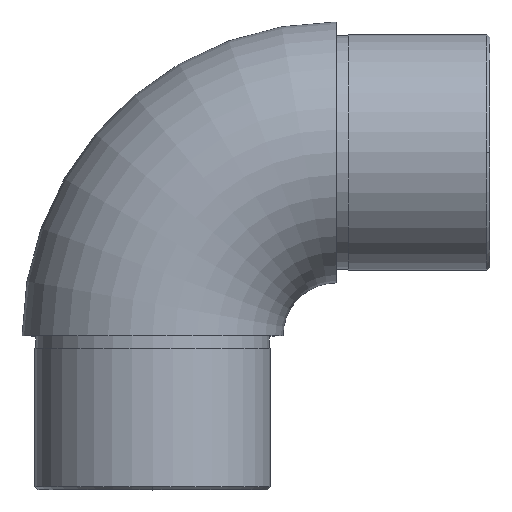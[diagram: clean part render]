
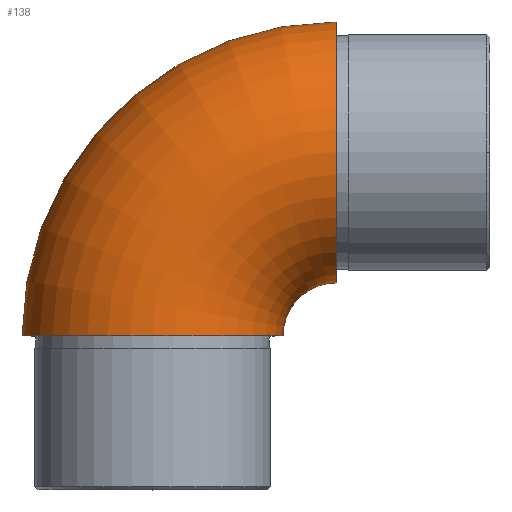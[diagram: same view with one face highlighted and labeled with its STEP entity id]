
A CAD part, top view. The second image highlights one B-rep face of the part: STEP entity #138.
In plain terms, the highlighted toroidal (fillet/blend) face has major radius 29.8 mm and minor radius 21.2 mm.
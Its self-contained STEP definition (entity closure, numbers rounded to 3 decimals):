
#58 = ORIENTED_EDGE ( 'NONE', *, *, #962, .F. ) ;
#138 = ADVANCED_FACE ( 'NONE', ( #885 ), #756, .T. ) ;
#168 = AXIS2_PLACEMENT_3D ( 'NONE', #1047, #355, #277 ) ;
#172 = CARTESIAN_POINT ( 'NONE',  ( -29.8, 0., 0. ) ) ;
#211 = ORIENTED_EDGE ( 'NONE', *, *, #908, .T. ) ;
#230 = DIRECTION ( 'NONE',  ( 1., 0., 0. ) ) ;
#234 = DIRECTION ( 'NONE',  ( 0., 0., 1. ) ) ;
#266 = CARTESIAN_POINT ( 'NONE',  ( -8.6, 0., 0. ) ) ;
#275 = VERTEX_POINT ( 'NONE', #369 ) ;
#277 = DIRECTION ( 'NONE',  ( 1., 0., 0. ) ) ;
#282 = CIRCLE ( 'NONE', #1114, 21.2 ) ;
#285 = CIRCLE ( 'NONE', #605, 8.6 ) ;
#355 = DIRECTION ( 'NONE',  ( 0., 0., 1. ) ) ;
#369 = CARTESIAN_POINT ( 'NONE',  ( 0., 8.6, 0. ) ) ;
#422 = ORIENTED_EDGE ( 'NONE', *, *, #614, .T. ) ;
#425 = VERTEX_POINT ( 'NONE', #650 ) ;
#590 = EDGE_LOOP ( 'NONE', ( #850, #211, #422, #58 ) ) ;
#605 = AXIS2_PLACEMENT_3D ( 'NONE', #1007, #234, #230 ) ;
#608 = DIRECTION ( 'NONE',  ( 1., 0., 0. ) ) ;
#614 = EDGE_CURVE ( 'NONE', #425, #711, #282, .T. ) ;
#650 = CARTESIAN_POINT ( 'NONE',  ( -51., 0., 0. ) ) ;
#698 = DIRECTION ( 'NONE',  ( 0., 0., 1. ) ) ;
#711 = VERTEX_POINT ( 'NONE', #266 ) ;
#756 = TOROIDAL_SURFACE ( 'NONE', #168, 29.8, 21.2 ) ;
#771 = EDGE_CURVE ( 'NONE', #832, #275, #952, .T. ) ;
#775 = CARTESIAN_POINT ( 'NONE',  ( 0., 29.8, 0. ) ) ;
#782 = CIRCLE ( 'NONE', #996, 51. ) ;
#830 = CARTESIAN_POINT ( 'NONE',  ( 0., 0., 0. ) ) ;
#832 = VERTEX_POINT ( 'NONE', #886 ) ;
#833 = DIRECTION ( 'NONE',  ( 0., 1., 0. ) ) ;
#850 = ORIENTED_EDGE ( 'NONE', *, *, #771, .F. ) ;
#885 = FACE_OUTER_BOUND ( 'NONE', #590, .T. ) ;
#886 = CARTESIAN_POINT ( 'NONE',  ( 0., 51., 0. ) ) ;
#908 = EDGE_CURVE ( 'NONE', #832, #425, #782, .T. ) ;
#952 = CIRCLE ( 'NONE', #1103, 21.2 ) ;
#962 = EDGE_CURVE ( 'NONE', #275, #711, #285, .T. ) ;
#996 = AXIS2_PLACEMENT_3D ( 'NONE', #830, #1082, #1015 ) ;
#1007 = CARTESIAN_POINT ( 'NONE',  ( 0., 0., 0. ) ) ;
#1015 = DIRECTION ( 'NONE',  ( 1., 0., 0. ) ) ;
#1018 = DIRECTION ( 'NONE',  ( 0., 0., 1. ) ) ;
#1047 = CARTESIAN_POINT ( 'NONE',  ( 0., 0., 0. ) ) ;
#1082 = DIRECTION ( 'NONE',  ( 0., 0., 1. ) ) ;
#1103 = AXIS2_PLACEMENT_3D ( 'NONE', #775, #608, #698 ) ;
#1114 = AXIS2_PLACEMENT_3D ( 'NONE', #172, #833, #1018 ) ;
